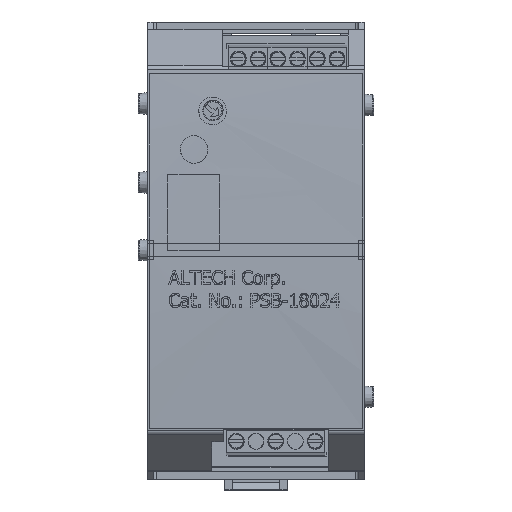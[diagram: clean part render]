
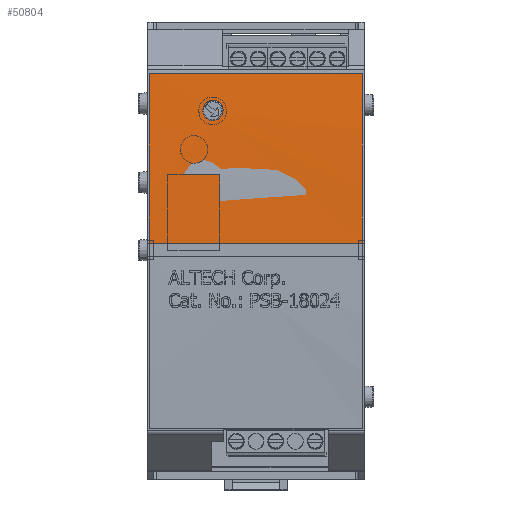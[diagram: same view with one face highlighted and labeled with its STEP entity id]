
A CAD part, top view. The second image highlights one B-rep face of the part: STEP entity #50804.
In plain terms, the highlighted cylindrical face has radius 541.707 mm (diameter 1083.41 mm), a partial arc.
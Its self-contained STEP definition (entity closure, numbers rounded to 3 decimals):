
#50722=CARTESIAN_POINT('',(-1.7,-413.392,-27.5));
#50723=DIRECTION('',(0.0,0.0,1.0));
#50724=DIRECTION('',(0.,1.0,0.0));
#50725=AXIS2_PLACEMENT_3D('',#50722,#50723,#50724);
#50726=CYLINDRICAL_SURFACE('',#50725,541.707);
#50727=CARTESIAN_POINT('',(-1.7,128.315,-54.47));
#50728=VERTEX_POINT('',#50727);
#50729=CARTESIAN_POINT('',(-44.872,126.592,-54.47));
#50730=VERTEX_POINT('',#50729);
#50731=CARTESIAN_POINT('',(-1.7,-413.392,-54.47));
#50732=DIRECTION('',(0.0,0.0,1.0));
#50733=DIRECTION('',(0.,1.0,0.0));
#50734=AXIS2_PLACEMENT_3D('',#50731,#50732,#50733);
#50735=CIRCLE('',#50734,541.707);
#50736=EDGE_CURVE('',#50728,#50730,#50735,.T.);
#50737=ORIENTED_EDGE('',*,*,#50736,.T.);
#50738=CARTESIAN_POINT('',(-44.872,126.592,-0.368));
#50739=VERTEX_POINT('',#50738);
#50740=CARTESIAN_POINT('',(-44.872,126.592,-54.47));
#50741=DIRECTION('',(0.0,0.0,1.0));
#50742=VECTOR('',#50741,54.102);
#50743=LINE('',#50740,#50742);
#50744=EDGE_CURVE('',#50730,#50739,#50743,.T.);
#50745=ORIENTED_EDGE('',*,*,#50744,.T.);
#50746=CARTESIAN_POINT('',(-1.7,128.315,-0.368));
#50747=VERTEX_POINT('',#50746);
#50748=CARTESIAN_POINT('',(-1.7,-413.392,-0.368));
#50749=DIRECTION('',(0.0,0.0,-1.0));
#50750=DIRECTION('',(0.,1.0,0.0));
#50751=AXIS2_PLACEMENT_3D('',#50748,#50749,#50750);
#50752=CIRCLE('',#50751,541.707);
#50753=EDGE_CURVE('',#50739,#50747,#50752,.T.);
#50754=ORIENTED_EDGE('',*,*,#50753,.T.);
#50755=CARTESIAN_POINT('',(-1.7,128.315,-0.368));
#50756=DIRECTION('',(0.0,0.0,-1.0));
#50757=VECTOR('',#50756,54.102);
#50758=LINE('',#50755,#50757);
#50759=EDGE_CURVE('',#50747,#50728,#50758,.T.);
#50760=ORIENTED_EDGE('',*,*,#50759,.T.);
#50761=EDGE_LOOP('',(#50737,#50745,#50754,#50760));
#50762=FACE_OUTER_BOUND('',#50761,.T.);
#50763=CARTESIAN_POINT('',(-32.964,127.412,-16.658));
#50764=VERTEX_POINT('',#50763);
#50765=CARTESIAN_POINT('',(-32.964,127.412,-16.658));
#50766=CARTESIAN_POINT('',(-32.964,127.412,-16.344));
#50767=CARTESIAN_POINT('',(-33.027,127.408,-16.009));
#50768=CARTESIAN_POINT('',(-33.282,127.393,-15.393));
#50769=CARTESIAN_POINT('',(-33.474,127.382,-15.112));
#50770=CARTESIAN_POINT('',(-33.918,127.356,-14.668));
#50771=CARTESIAN_POINT('',(-34.199,127.339,-14.476));
#50772=CARTESIAN_POINT('',(-34.816,127.302,-14.22));
#50773=CARTESIAN_POINT('',(-35.151,127.281,-14.158));
#50774=CARTESIAN_POINT('',(-35.778,127.242,-14.158));
#50775=CARTESIAN_POINT('',(-36.113,127.221,-14.22));
#50776=CARTESIAN_POINT('',(-36.73,127.181,-14.476));
#50777=CARTESIAN_POINT('',(-37.011,127.163,-14.668));
#50778=CARTESIAN_POINT('',(-37.455,127.134,-15.112));
#50779=CARTESIAN_POINT('',(-37.647,127.121,-15.393));
#50780=CARTESIAN_POINT('',(-37.902,127.104,-16.009));
#50781=CARTESIAN_POINT('',(-37.964,127.1,-16.344));
#50782=CARTESIAN_POINT('',(-37.964,127.1,-16.972));
#50783=CARTESIAN_POINT('',(-37.902,127.104,-17.306));
#50784=CARTESIAN_POINT('',(-37.647,127.121,-17.922));
#50785=CARTESIAN_POINT('',(-37.455,127.134,-18.203));
#50786=CARTESIAN_POINT('',(-37.011,127.163,-18.647));
#50787=CARTESIAN_POINT('',(-36.73,127.181,-18.84));
#50788=CARTESIAN_POINT('',(-36.113,127.221,-19.095));
#50789=CARTESIAN_POINT('',(-35.778,127.242,-19.158));
#50790=CARTESIAN_POINT('',(-35.151,127.281,-19.158));
#50791=CARTESIAN_POINT('',(-34.816,127.302,-19.095));
#50792=CARTESIAN_POINT('',(-34.199,127.339,-18.84));
#50793=CARTESIAN_POINT('',(-33.918,127.356,-18.647));
#50794=CARTESIAN_POINT('',(-33.474,127.382,-18.203));
#50795=CARTESIAN_POINT('',(-33.282,127.393,-17.922));
#50796=CARTESIAN_POINT('',(-33.027,127.408,-17.306));
#50797=CARTESIAN_POINT('',(-32.964,127.412,-16.972));
#50798=CARTESIAN_POINT('',(-32.964,127.412,-16.658));
#50799=B_SPLINE_CURVE_WITH_KNOTS('',3,(#50765,#50766,#50767,#50768,#50769,#50770,#50771,#50772,#50773,#50774,#50775,#50776,#50777,#50778,#50779,#50780,#50781,#50782,#50783,#50784,#50785,#50786,#50787,#50788,#50789,#50790,#50791,#50792,#50793,#50794,#50795,#50796,#50797,#50798),.UNSPECIFIED.,.T.,.U.,(4,2,2,2,2,2,2,2,2,2,2,2,2,2,2,2,4),(-1.508,-1.414,-1.32,-1.226,-1.131,-1.037,-0.942,-0.848,-0.754,-0.66,-0.566,-0.471,-0.377,-0.283,-0.188,-0.094,0.0),.UNSPECIFIED.);
#50800=EDGE_CURVE('',#50764,#50764,#50799,.T.);
#50801=ORIENTED_EDGE('',*,*,#50800,.T.);
#50802=EDGE_LOOP('',(#50801));
#50803=FACE_BOUND('',#50802,.T.);
#50804=ADVANCED_FACE('',(#50762,#50803),#50726,.T.);
